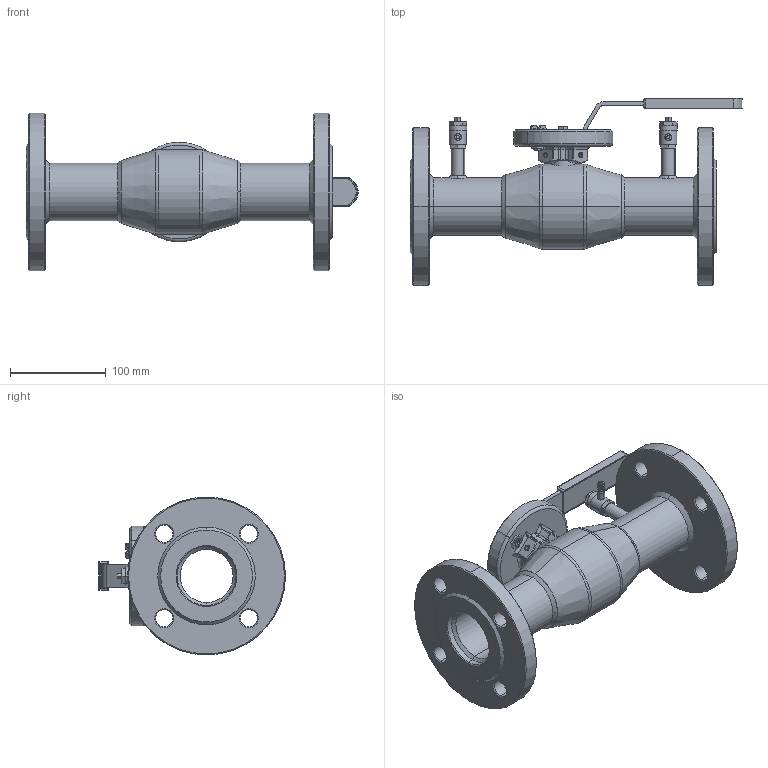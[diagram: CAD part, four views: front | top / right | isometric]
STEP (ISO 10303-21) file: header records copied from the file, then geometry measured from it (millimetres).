
FILE_DESCRIPTION (( 'STEP AP214' ), '1' );
FILE_NAME ('243050.STEP', '2011-03-02T13:42:58', ( 'CAD' ), ( 'Hewlett-Packard Company' ), 'SwSTEP 2.0', 'SolidWorks 2010', '' );
FILE_SCHEMA (( 'AUTOMOTIVE_DESIGN' ));
Length unit declared in the file: millimetre
Products named in the file (1): 243050
Bounding box: 346.94 x 195.4 x 165 mm (x, y, z)
Surface area: 286041.8 mm2 (no closed solid volume)
Topology: 0 solids, 53 shells, 543 faces, 1767 edges, 1242 vertices
Faces by surface type: plane 204, cylinder 171, cone 102, torus 39, bspline 20, sphere 7
Entity records: 30376 total; most frequent: CARTESIAN_POINT 9401, DIRECTION 3120, ORIENTED_EDGE 2747, EDGE_CURVE 1759, VERTEX_POINT 1242, AXIS2_PLACEMENT_3D 1129, VECTOR 862, LINE 862
